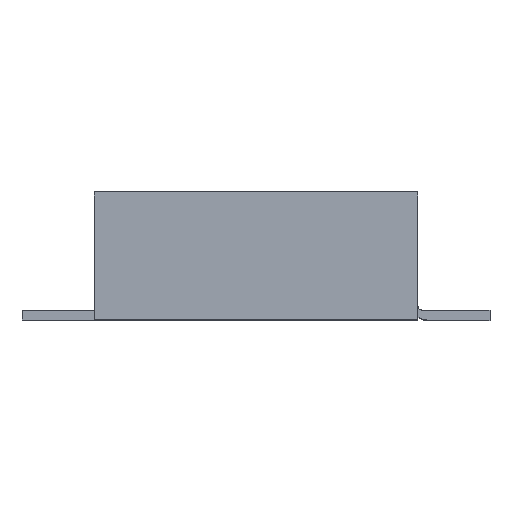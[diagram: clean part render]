
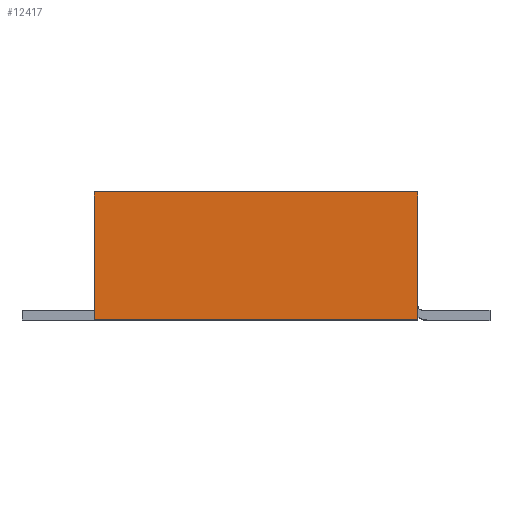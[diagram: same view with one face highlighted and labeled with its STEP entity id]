
A CAD part, top view. The second image highlights one B-rep face of the part: STEP entity #12417.
In plain terms, the highlighted planar face has unit normal (0, 0, 1).
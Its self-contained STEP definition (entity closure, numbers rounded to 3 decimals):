
#483=PLANE('',#13407);
#1097=FACE_OUTER_BOUND('',#1720,.T.);
#1720=EDGE_LOOP('',(#11141,#11142,#11143,#11144));
#3366=LINE('',#21214,#4791);
#3426=LINE('',#21328,#4851);
#3428=LINE('',#21331,#4853);
#3432=LINE('',#21339,#4857);
#4791=VECTOR('',#16482,3.2);
#4851=VECTOR('',#16552,3.2);
#4853=VECTOR('',#16556,8.1);
#4857=VECTOR('',#16562,8.1);
#6059=VERTEX_POINT('',#21211);
#6060=VERTEX_POINT('',#21213);
#6089=VERTEX_POINT('',#21283);
#6109=VERTEX_POINT('',#21326);
#7790=EDGE_CURVE('',#6060,#6059,#3366,.T.);
#7851=EDGE_CURVE('',#6089,#6109,#3426,.T.);
#7853=EDGE_CURVE('',#6059,#6089,#3428,.T.);
#7857=EDGE_CURVE('',#6109,#6060,#3432,.T.);
#11141=ORIENTED_EDGE('',*,*,#7853,.T.);
#11142=ORIENTED_EDGE('',*,*,#7851,.T.);
#11143=ORIENTED_EDGE('',*,*,#7857,.T.);
#11144=ORIENTED_EDGE('',*,*,#7790,.T.);
#12417=ADVANCED_FACE('',(#1097),#483,.F.);
#13407=AXIS2_PLACEMENT_3D('',#21338,#16560,#16561);
#16482=DIRECTION('',(0.,1.,0.));
#16552=DIRECTION('',(0.,-1.,0.));
#16556=DIRECTION('',(-1.,0.,0.));
#16560=DIRECTION('center_axis',(0.,0.,-1.));
#16561=DIRECTION('ref_axis',(1.,0.,0.));
#16562=DIRECTION('',(1.,0.,0.));
#21211=CARTESIAN_POINT('',(-9.445,-1.108,5.08));
#21213=CARTESIAN_POINT('',(-9.445,-4.308,5.08));
#21214=CARTESIAN_POINT('',(-9.445,-4.308,5.08));
#21283=CARTESIAN_POINT('',(-17.545,-1.108,5.08));
#21326=CARTESIAN_POINT('',(-17.545,-4.308,5.08));
#21328=CARTESIAN_POINT('',(-17.545,-1.108,5.08));
#21331=CARTESIAN_POINT('',(-9.445,-1.108,5.08));
#21338=CARTESIAN_POINT('Origin',(-17.545,-1.108,5.08));
#21339=CARTESIAN_POINT('',(-17.545,-4.308,5.08));
